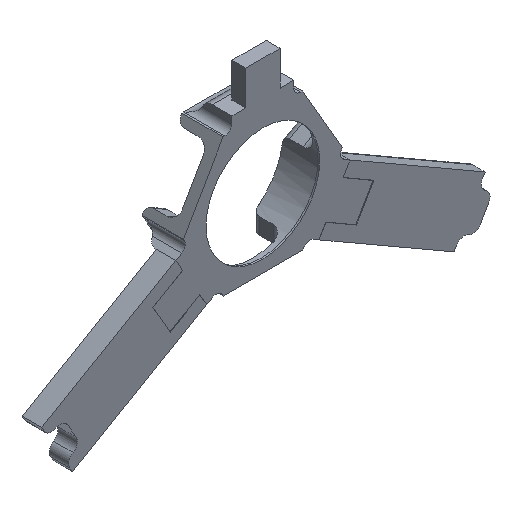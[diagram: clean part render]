
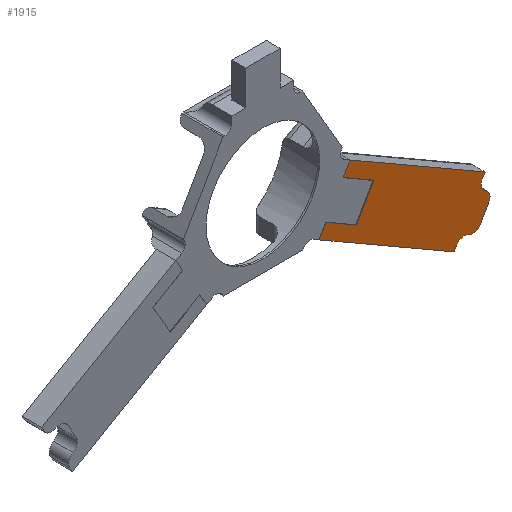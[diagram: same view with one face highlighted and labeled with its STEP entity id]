
A CAD part, isometric view. The second image highlights one B-rep face of the part: STEP entity #1915.
In plain terms, the highlighted planar face has unit normal (0, -1, 0).
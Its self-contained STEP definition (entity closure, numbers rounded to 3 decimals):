
#66=PLANE('',#2070);
#140=FACE_OUTER_BOUND('',#244,.T.);
#244=EDGE_LOOP('',(#1353,#1354,#1355,#1356,#1357,#1358,#1359,#1360,#1361,
#1362,#1363,#1364,#1365,#1366));
#340=LINE('',#2776,#548);
#348=LINE('',#2816,#556);
#349=LINE('',#2819,#557);
#353=LINE('',#2833,#561);
#358=LINE('',#2843,#566);
#363=LINE('',#2853,#571);
#364=LINE('',#2856,#572);
#365=LINE('',#2857,#573);
#366=LINE('',#2859,#574);
#367=LINE('',#2860,#575);
#548=VECTOR('',#2228,10.);
#556=VECTOR('',#2260,10.);
#557=VECTOR('',#2263,10.);
#561=VECTOR('',#2279,10.);
#566=VECTOR('',#2286,10.);
#571=VECTOR('',#2295,10.);
#572=VECTOR('',#2298,10.);
#573=VECTOR('',#2299,10.);
#574=VECTOR('',#2300,10.);
#575=VECTOR('',#2301,10.);
#753=CIRCLE('',#2046,2.5);
#757=CIRCLE('',#2053,2.5);
#758=CIRCLE('',#2055,2.5);
#759=CIRCLE('',#2057,2.5);
#813=VERTEX_POINT('',#2766);
#814=VERTEX_POINT('',#2768);
#816=VERTEX_POINT('',#2774);
#822=VERTEX_POINT('',#2790);
#824=VERTEX_POINT('',#2799);
#825=VERTEX_POINT('',#2803);
#828=VERTEX_POINT('',#2814);
#829=VERTEX_POINT('',#2818);
#833=VERTEX_POINT('',#2832);
#834=VERTEX_POINT('',#2836);
#837=VERTEX_POINT('',#2841);
#840=VERTEX_POINT('',#2851);
#841=VERTEX_POINT('',#2855);
#842=VERTEX_POINT('',#2858);
#1003=EDGE_CURVE('',#813,#814,#753,.T.);
#1007=EDGE_CURVE('',#816,#813,#340,.T.);
#1014=EDGE_CURVE('',#822,#816,#757,.T.);
#1018=EDGE_CURVE('',#824,#822,#758,.T.);
#1019=EDGE_CURVE('',#814,#825,#759,.T.);
#1024=EDGE_CURVE('',#828,#824,#348,.T.);
#1025=EDGE_CURVE('',#825,#829,#349,.T.);
#1032=EDGE_CURVE('',#833,#829,#353,.T.);
#1037=EDGE_CURVE('',#834,#837,#358,.T.);
#1042=EDGE_CURVE('',#840,#834,#363,.T.);
#1043=EDGE_CURVE('',#841,#828,#364,.T.);
#1044=EDGE_CURVE('',#841,#840,#365,.T.);
#1045=EDGE_CURVE('',#842,#837,#366,.T.);
#1046=EDGE_CURVE('',#842,#833,#367,.T.);
#1353=ORIENTED_EDGE('',*,*,#1003,.F.);
#1354=ORIENTED_EDGE('',*,*,#1007,.F.);
#1355=ORIENTED_EDGE('',*,*,#1014,.F.);
#1356=ORIENTED_EDGE('',*,*,#1018,.F.);
#1357=ORIENTED_EDGE('',*,*,#1024,.F.);
#1358=ORIENTED_EDGE('',*,*,#1043,.F.);
#1359=ORIENTED_EDGE('',*,*,#1044,.T.);
#1360=ORIENTED_EDGE('',*,*,#1042,.T.);
#1361=ORIENTED_EDGE('',*,*,#1037,.T.);
#1362=ORIENTED_EDGE('',*,*,#1045,.F.);
#1363=ORIENTED_EDGE('',*,*,#1046,.T.);
#1364=ORIENTED_EDGE('',*,*,#1032,.T.);
#1365=ORIENTED_EDGE('',*,*,#1025,.F.);
#1366=ORIENTED_EDGE('',*,*,#1019,.F.);
#1915=ADVANCED_FACE('',(#140),#66,.T.);
#2046=AXIS2_PLACEMENT_3D('',#2769,#2221,#2222);
#2053=AXIS2_PLACEMENT_3D('',#2791,#2242,#2243);
#2055=AXIS2_PLACEMENT_3D('',#2801,#2248,#2249);
#2057=AXIS2_PLACEMENT_3D('',#2804,#2252,#2253);
#2070=AXIS2_PLACEMENT_3D('',#2854,#2296,#2297);
#2221=DIRECTION('center_axis',(0.,1.,0.));
#2222=DIRECTION('ref_axis',(0.259,0.,-0.966));
#2228=DIRECTION('',(-0.5,0.,-0.866));
#2242=DIRECTION('center_axis',(0.,1.,0.));
#2243=DIRECTION('ref_axis',(0.966,0.,0.259));
#2248=DIRECTION('center_axis',(0.,-1.,0.));
#2249=DIRECTION('ref_axis',(-0.966,0.,-0.259));
#2252=DIRECTION('center_axis',(0.,-1.,0.));
#2253=DIRECTION('ref_axis',(-0.259,0.,0.966));
#2260=DIRECTION('',(-0.5,0.,-0.866));
#2263=DIRECTION('',(-0.5,0.,-0.866));
#2279=DIRECTION('',(0.866,0.,-0.5));
#2286=DIRECTION('',(-0.5,0.,-0.866));
#2295=DIRECTION('',(0.866,0.,-0.5));
#2296=DIRECTION('center_axis',(0.,-1.,0.));
#2297=DIRECTION('ref_axis',(-0.5,0.,-0.866));
#2298=DIRECTION('',(0.866,0.,-0.5));
#2299=DIRECTION('',(-0.5,0.,-0.866));
#2300=DIRECTION('',(0.866,0.,-0.5));
#2301=DIRECTION('',(-0.5,0.,-0.866));
#2766=CARTESIAN_POINT('',(63.096,0.,-39.315));
#2768=CARTESIAN_POINT('',(59.681,0.,-40.23));
#2769=CARTESIAN_POINT('Origin',(60.931,0.,
-38.065));
#2774=CARTESIAN_POINT('',(65.596,0.,-34.985));
#2776=CARTESIAN_POINT('',(68.846,0.,-29.356));
#2790=CARTESIAN_POINT('',(64.681,0.,-31.57));
#2791=CARTESIAN_POINT('Origin',(63.431,0.,
-33.735));
#2799=CARTESIAN_POINT('',(63.766,0.,-28.155));
#2801=CARTESIAN_POINT('Origin',(65.931,0.,-29.405));
#2803=CARTESIAN_POINT('',(56.266,0.,-41.145));
#2804=CARTESIAN_POINT('Origin',(58.431,0.,-42.395));
#2814=CARTESIAN_POINT('',(64.516,0.,-26.856));
#2816=CARTESIAN_POINT('',(64.516,0.,-26.856));
#2818=CARTESIAN_POINT('',(55.516,0.,-42.444));
#2819=CARTESIAN_POINT('',(64.516,0.,-26.856));
#2832=CARTESIAN_POINT('',(16.285,0.,-19.794));
#2833=CARTESIAN_POINT('',(16.285,0.,-19.794));
#2836=CARTESIAN_POINT('',(32.23,0.,-12.777));
#2841=CARTESIAN_POINT('',(27.18,0.,-21.523));
#2843=CARTESIAN_POINT('',(34.205,0.,-9.356));
#2851=CARTESIAN_POINT('',(23.31,0.,-7.627));
#2853=CARTESIAN_POINT('',(23.31,0.,-7.627));
#2854=CARTESIAN_POINT('Origin',(25.285,0.,-4.206));
#2855=CARTESIAN_POINT('',(25.285,0.,-4.206));
#2856=CARTESIAN_POINT('',(25.285,0.,-4.206));
#2857=CARTESIAN_POINT('',(25.285,0.,-4.206));
#2858=CARTESIAN_POINT('',(18.26,0.,-16.373));
#2859=CARTESIAN_POINT('',(18.26,0.,-16.373));
#2860=CARTESIAN_POINT('',(18.285,0.,-16.33));
